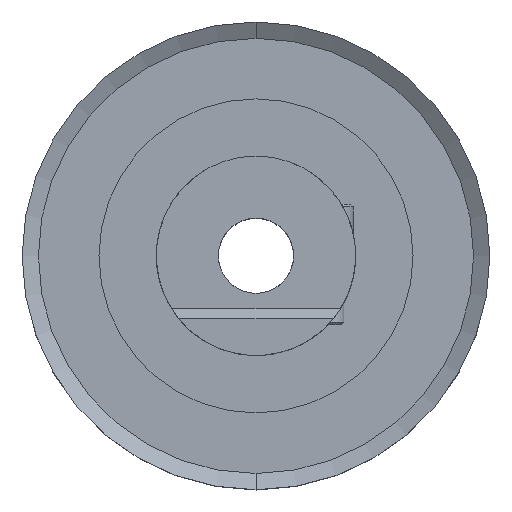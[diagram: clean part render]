
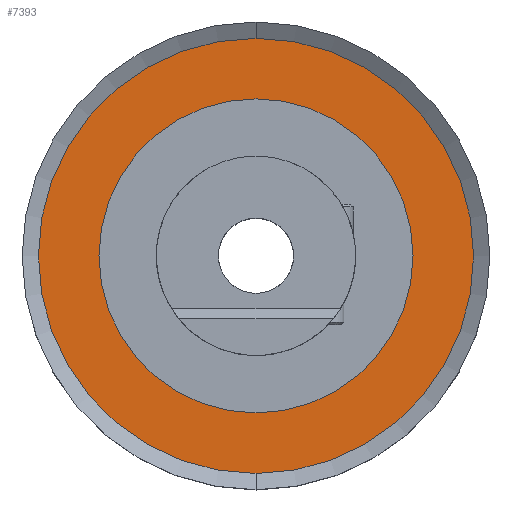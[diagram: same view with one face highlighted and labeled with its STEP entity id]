
A CAD part, top view. The second image highlights one B-rep face of the part: STEP entity #7393.
In plain terms, the highlighted planar face has unit normal (0, 0, 1).
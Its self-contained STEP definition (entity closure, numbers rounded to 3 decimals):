
#563=CARTESIAN_POINT('',(0.,0.,-0.75));
#564=DIRECTION('',(0.,0.,1.));
#565=DIRECTION('',(0.,1.,0.));
#566=AXIS2_PLACEMENT_3D('',#563,#564,#565);
#572=CARTESIAN_POINT('',(0.,0.,-0.75));
#573=DIRECTION('',(0.,0.,-1.));
#574=DIRECTION('',(0.,1.,0.));
#575=AXIS2_PLACEMENT_3D('',#572,#573,#574);
#577=CARTESIAN_POINT('',(0.,0.,-0.75));
#578=DIRECTION('',(0.,0.,1.));
#579=DIRECTION('',(1.,0.,0.));
#580=AXIS2_PLACEMENT_3D('',#577,#578,#579);
#582=CARTESIAN_POINT('',(0.,0.,-0.75));
#583=DIRECTION('',(0.,0.,1.));
#584=DIRECTION('',(-1.,0.,0.));
#585=AXIS2_PLACEMENT_3D('',#582,#583,#584);
#5493=CARTESIAN_POINT('',(0.,17.351,-0.75));
#5495=VERTEX_POINT('',#5493);
#5501=CARTESIAN_POINT('',(0.,-17.351,-0.75));
#5503=VERTEX_POINT('',#5501);
#5541=CARTESIAN_POINT('',(12.52,0.,-0.75));
#5542=CARTESIAN_POINT('',(-12.52,0.,-0.75));
#5543=VERTEX_POINT('',#5541);
#5544=VERTEX_POINT('',#5542);
#7379=CARTESIAN_POINT('',(0.,0.,-0.75));
#7380=DIRECTION('',(0.,0.,-1.));
#7381=DIRECTION('',(0.,-1.,0.));
#7382=AXIS2_PLACEMENT_3D('',#7379,#7380,#7381);
#7383=PLANE('',#7382);
#7384=ORIENTED_EDGE('',*,*,#7374,.T.);
#7385=ORIENTED_EDGE('',*,*,#7358,.F.);
#7386=EDGE_LOOP('',(#7384,#7385));
#7387=FACE_OUTER_BOUND('',#7386,.F.);
#7388=ORIENTED_EDGE('',*,*,#6885,.T.);
#7390=ORIENTED_EDGE('',*,*,#7389,.T.);
#7391=EDGE_LOOP('',(#7388,#7390));
#7392=FACE_BOUND('',#7391,.F.);
#567=CIRCLE('',#566,17.351);
#576=CIRCLE('',#575,17.351);
#581=CIRCLE('',#580,12.52);
#586=CIRCLE('',#585,12.52);
#6885=EDGE_CURVE('',#5543,#5544,#581,.T.);
#7358=EDGE_CURVE('',#5495,#5503,#567,.T.);
#7374=EDGE_CURVE('',#5495,#5503,#576,.T.);
#7389=EDGE_CURVE('',#5544,#5543,#586,.T.);
#7393=ADVANCED_FACE('',(#7387,#7392),#7383,.F.);
